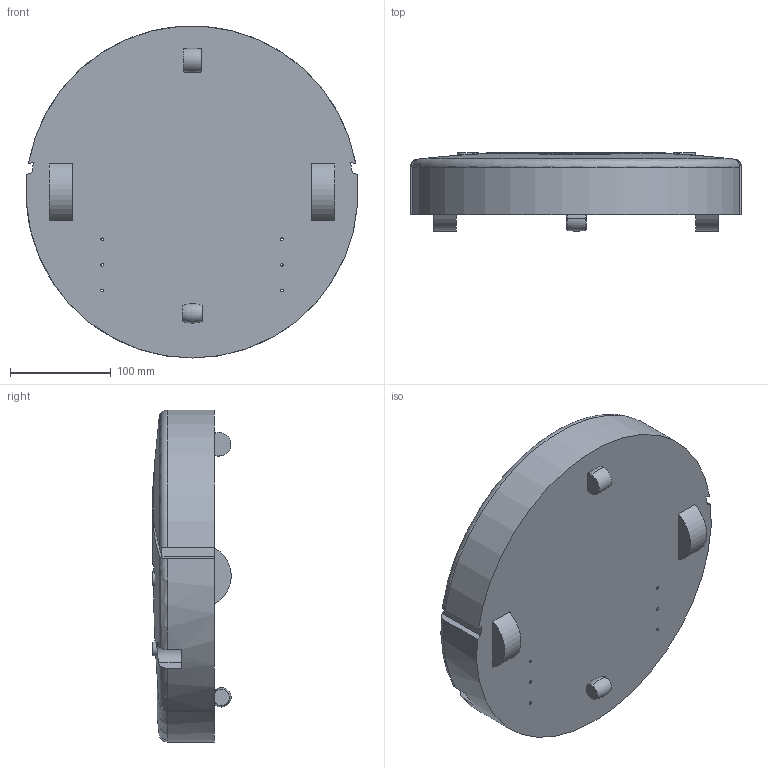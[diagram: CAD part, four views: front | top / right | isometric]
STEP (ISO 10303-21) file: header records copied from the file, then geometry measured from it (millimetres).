
FILE_DESCRIPTION (( 'STEP AP214' ), '1' );
FILE_NAME ('create robot part.STEP', '2008-10-08T02:45:10', ( ' ' ), ( ' ' ), 'SwSTEP 2.0', 'SolidWorks 2009', '' );
FILE_SCHEMA (( 'AUTOMOTIVE_DESIGN' ));
Length unit declared in the file: inch
Products named in the file (1): create robot part
Bounding box: 329.59 x 77.76 x 329.88 mm (x, y, z)
Volume: 3722310.7 mm3; surface area: 273407.7 mm2
Topology: 1 solids, 1 shells, 118 faces, 320 edges, 203 vertices
Faces by surface type: cylinder 47, plane 43, torus 12, cone 12, sphere 4
Entity records: 4722 total; most frequent: CARTESIAN_POINT 1371, DIRECTION 656, ORIENTED_EDGE 616, EDGE_CURVE 308, AXIS2_PLACEMENT_3D 257, VERTEX_POINT 203, VECTOR 142, LINE 142
